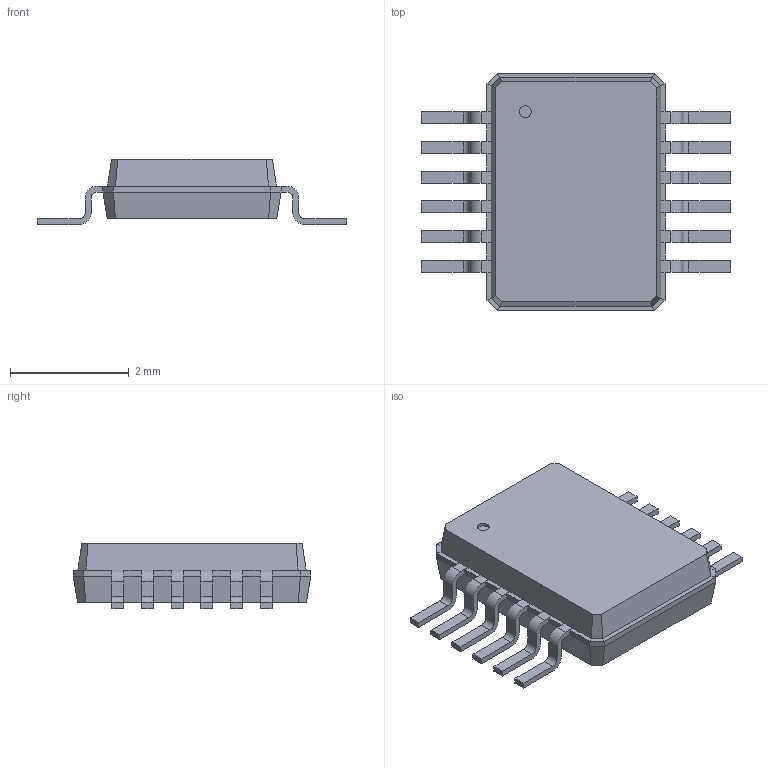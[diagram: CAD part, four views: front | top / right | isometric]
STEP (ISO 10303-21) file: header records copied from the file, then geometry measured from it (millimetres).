
FILE_DESCRIPTION(/* description */ ('model of Linear_MSOP-12-16-1EP_3x4mm_P0.5mm'),/* implementation_level */ '2;1');
FILE_NAME(/* name */ 'Linear_MSOP-12-16-1EP_3x4mm_P0.5mm.step',/* time_stamp */ '2018-11-03T20:27:52',/* author */ ('kicad StepUp','ksu'),/* organization */ ('FreeCAD'),/* preprocessor_version */ 'OCC',/* originating_system */ 'kicad StepUp',/* authorisation */ '');
FILE_SCHEMA(('AUTOMOTIVE_DESIGN { 1 0 10303 214 1 1 1 1 }'));
Length unit declared in the file: millimetre
Products named in the file (1): Linear_MSOP_12_16_1EP_3x4mm_P05mm
Bounding box: 5.21 x 4 x 1.1 mm (x, y, z)
Volume: 11.4 mm3; surface area: 46.3 mm2
Topology: 1 solids, 1 shells, 216 faces, 567 edges, 354 vertices
Faces by surface type: plane 131, cylinder 49, bspline 36
Full cylindrical faces by diameter (mm): 0.2 x1
Entity records: 4235 total; most frequent: ORIENTED_EDGE 974, EDGE_CURVE 567, CARTESIAN_POINT 477, VERTEX_POINT 354, LINE 353, AXIS2_PLACEMENT_3D 242, FACE_BOUND 217, EDGE_LOOP 217
